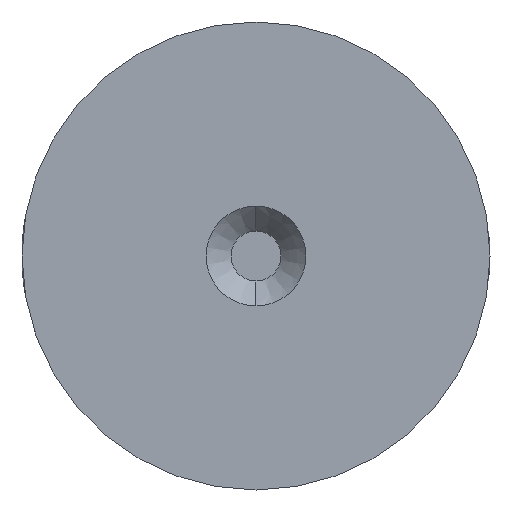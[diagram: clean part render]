
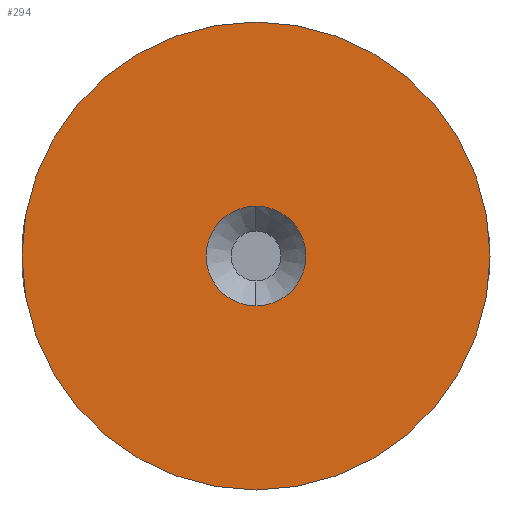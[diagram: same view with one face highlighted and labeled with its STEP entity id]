
A CAD part, front view. The second image highlights one B-rep face of the part: STEP entity #294.
In plain terms, the highlighted planar face has unit normal (0, -1, 0).
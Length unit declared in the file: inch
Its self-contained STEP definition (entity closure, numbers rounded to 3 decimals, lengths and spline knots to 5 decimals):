
#8 = CARTESIAN_POINT ( 'NONE',  ( 0., -2., 0. ) ) ;
#49 = ORIENTED_EDGE ( 'NONE', *, *, #219, .T. ) ;
#161 = EDGE_LOOP ( 'NONE', ( #1860, #254 ) ) ;
#219 = EDGE_CURVE ( 'NONE', #1264, #1008, #663, .T. ) ;
#254 = ORIENTED_EDGE ( 'NONE', *, *, #1645, .F. ) ;
#294 = ADVANCED_FACE ( 'NONE', ( #2318, #632 ), #2346, .F. ) ;
#423 = CARTESIAN_POINT ( 'NONE',  ( 0., -2., 0.36 ) ) ;
#430 = VERTEX_POINT ( 'NONE', #2178 ) ;
#454 = CARTESIAN_POINT ( 'NONE',  ( 0., -2., 0. ) ) ;
#552 = CIRCLE ( 'NONE', #1525, 1.6875 ) ;
#563 = CARTESIAN_POINT ( 'NONE',  ( 0., -2., 0. ) ) ;
#575 = EDGE_CURVE ( 'NONE', #1008, #1264, #1253, .T. ) ;
#632 = FACE_OUTER_BOUND ( 'NONE', #161, .T. ) ;
#636 = ORIENTED_EDGE ( 'NONE', *, *, #575, .T. ) ;
#663 = CIRCLE ( 'NONE', #1495, 0.36 ) ;
#818 = AXIS2_PLACEMENT_3D ( 'NONE', #8, #1841, #1026 ) ;
#892 = DIRECTION ( 'NONE',  ( 0., 1., 0. ) ) ;
#946 = DIRECTION ( 'NONE',  ( 0., 0., 1. ) ) ;
#961 = VERTEX_POINT ( 'NONE', #1755 ) ;
#1008 = VERTEX_POINT ( 'NONE', #1133 ) ;
#1026 = DIRECTION ( 'NONE',  ( 0., 0., 1. ) ) ;
#1099 = DIRECTION ( 'NONE',  ( 0., 0., 1. ) ) ;
#1133 = CARTESIAN_POINT ( 'NONE',  ( 0., -2., -0.36 ) ) ;
#1253 = CIRCLE ( 'NONE', #818, 0.36 ) ;
#1264 = VERTEX_POINT ( 'NONE', #423 ) ;
#1299 = DIRECTION ( 'NONE',  ( 0., 0., 1. ) ) ;
#1310 = AXIS2_PLACEMENT_3D ( 'NONE', #1530, #1726, #1299 ) ;
#1495 = AXIS2_PLACEMENT_3D ( 'NONE', #454, #2358, #1099 ) ;
#1525 = AXIS2_PLACEMENT_3D ( 'NONE', #563, #2399, #1594 ) ;
#1530 = CARTESIAN_POINT ( 'NONE',  ( 0., -2., 0. ) ) ;
#1594 = DIRECTION ( 'NONE',  ( 0., 0., 1. ) ) ;
#1645 = EDGE_CURVE ( 'NONE', #430, #961, #552, .T. ) ;
#1677 = AXIS2_PLACEMENT_3D ( 'NONE', #1719, #892, #946 ) ;
#1696 = CIRCLE ( 'NONE', #1677, 1.6875 ) ;
#1719 = CARTESIAN_POINT ( 'NONE',  ( 0., -2., 0. ) ) ;
#1726 = DIRECTION ( 'NONE',  ( 0., 1., 0. ) ) ;
#1755 = CARTESIAN_POINT ( 'NONE',  ( 0., -2., 1.6875 ) ) ;
#1841 = DIRECTION ( 'NONE',  ( 0., 1., 0. ) ) ;
#1860 = ORIENTED_EDGE ( 'NONE', *, *, #2168, .F. ) ;
#2168 = EDGE_CURVE ( 'NONE', #961, #430, #1696, .T. ) ;
#2178 = CARTESIAN_POINT ( 'NONE',  ( 0., -2., -1.6875 ) ) ;
#2194 = EDGE_LOOP ( 'NONE', ( #636, #49 ) ) ;
#2318 = FACE_BOUND ( 'NONE', #2194, .T. ) ;
#2346 = PLANE ( 'NONE',  #1310 ) ;
#2358 = DIRECTION ( 'NONE',  ( 0., 1., 0. ) ) ;
#2399 = DIRECTION ( 'NONE',  ( 0., 1., 0. ) ) ;
